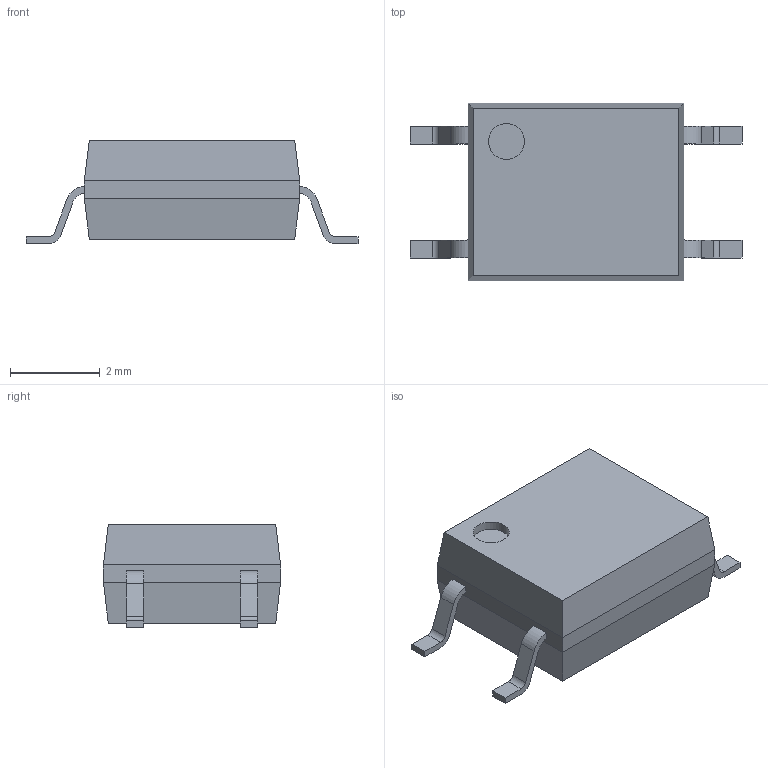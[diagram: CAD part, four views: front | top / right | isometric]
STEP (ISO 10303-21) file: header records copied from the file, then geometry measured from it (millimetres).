
FILE_DESCRIPTION(/* description */ (''),/* implementation_level */ '2;1');
FILE_NAME(/* name */ 'TOSHIBA_11-4M1S.stp',/* time_stamp */ '2017-09-04T14:15:44+02:00',/* author */ ('riccim'),/* organization */ (''),/* preprocessor_version */ 'ST-DEVELOPER v16.5',/* originating_system */ 'AutoCAD Mechanical',/* authorisation */ '');
FILE_SCHEMA (('AUTOMOTIVE_DESIGN { 1 0 10303 214 3 1 1 }'));
Length unit declared in the file: millimetre
Products named in the file (1): Product
Bounding box: 7.4 x 3.95 x 2.3 mm (x, y, z)
Volume: 40.4 mm3; surface area: 81.8 mm2
Topology: 5 solids, 5 shells, 64 faces, 151 edges, 98 vertices
Faces by surface type: plane 47, cylinder 17
Full cylindrical faces by diameter (mm): 0.8 x1
Entity records: 1855 total; most frequent: DIRECTION 314, CARTESIAN_POINT 313, ORIENTED_EDGE 300, EDGE_CURVE 150, LINE 116, VECTOR 116, AXIS2_PLACEMENT_3D 99, VERTEX_POINT 98
